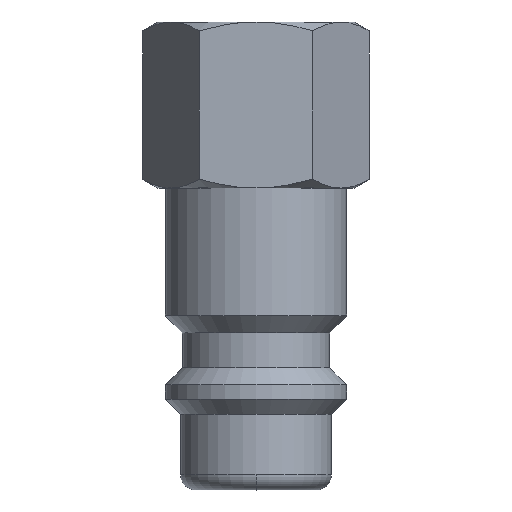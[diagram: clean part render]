
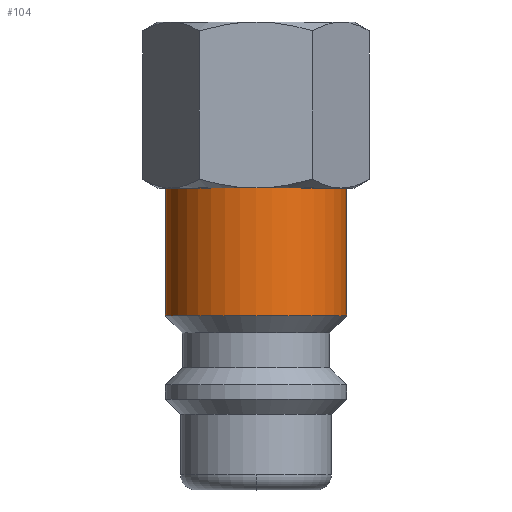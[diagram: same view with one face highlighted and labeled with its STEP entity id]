
A CAD part, top view. The second image highlights one B-rep face of the part: STEP entity #104.
In plain terms, the highlighted cylindrical face has radius 6 mm (diameter 12 mm), a partial arc.
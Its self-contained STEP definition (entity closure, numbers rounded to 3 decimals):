
#104=ADVANCED_FACE('',(#235),#236,.T.);
#235=FACE_OUTER_BOUND('',#390,.T.);
#236=CYLINDRICAL_SURFACE('',#391,6.0);
#390=EDGE_LOOP('',(#624,#625,#626,#627));
#391=AXIS2_PLACEMENT_3D('',#628,#629,#630);
#624=ORIENTED_EDGE('',*,*,#961,.T.);
#625=ORIENTED_EDGE('',*,*,#962,.T.);
#626=ORIENTED_EDGE('',*,*,#963,.T.);
#627=ORIENTED_EDGE('',*,*,#964,.T.);
#628=CARTESIAN_POINT('',(0.0,16.263,0.0));
#629=DIRECTION('',(-0.0,1.0,0.0));
#630=DIRECTION('',(1.0,0.0,0.0));
#961=EDGE_CURVE('',#1157,#1158,#1159,.T.);
#962=EDGE_CURVE('',#1158,#1160,#1161,.T.);
#963=EDGE_CURVE('',#1160,#1162,#1163,.T.);
#964=EDGE_CURVE('',#1162,#1157,#1164,.T.);
#1157=VERTEX_POINT('',#1520);
#1158=VERTEX_POINT('',#1521);
#1159=LINE('',#1522,#1523);
#1160=VERTEX_POINT('',#1524);
#1161=CIRCLE('',#1525,6.0);
#1162=VERTEX_POINT('',#1526);
#1163=LINE('',#1527,#1528);
#1164=CIRCLE('',#1529,6.0);
#1520=CARTESIAN_POINT('',(6.0,11.525,0.0));
#1521=CARTESIAN_POINT('',(6.0,20.0,0.));
#1522=CARTESIAN_POINT('',(6.0,16.263,0.));
#1523=VECTOR('',#1847,1.0);
#1524=CARTESIAN_POINT('',(-6.0,20.0,0.));
#1525=AXIS2_PLACEMENT_3D('',#1848,#1849,#1850);
#1526=CARTESIAN_POINT('',(-6.0,11.525,0.));
#1527=CARTESIAN_POINT('',(-6.0,16.263,0.));
#1528=VECTOR('',#1851,1.0);
#1529=AXIS2_PLACEMENT_3D('',#1852,#1853,#1854);
#1847=DIRECTION('',(0.0,1.0,0.0));
#1848=CARTESIAN_POINT('',(0.0,20.0,0.0));
#1849=DIRECTION('',(0.0,-1.0,0.0));
#1850=DIRECTION('',(1.0,0.0,0.0));
#1851=DIRECTION('',(-0.0,-1.0,-0.0));
#1852=CARTESIAN_POINT('',(0.0,11.525,0.0));
#1853=DIRECTION('',(-0.0,1.0,0.0));
#1854=DIRECTION('',(1.0,0.0,0.0));
